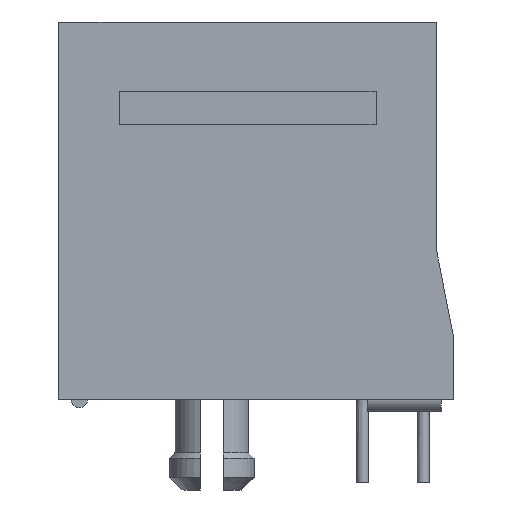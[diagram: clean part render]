
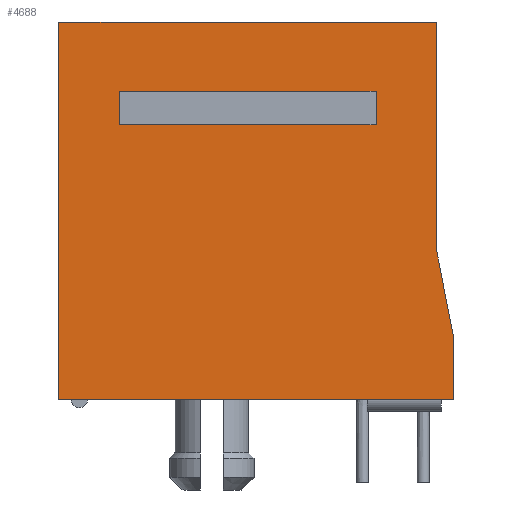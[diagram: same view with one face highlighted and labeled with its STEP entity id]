
A CAD part, left-side view. The second image highlights one B-rep face of the part: STEP entity #4688.
In plain terms, the highlighted planar face has unit normal (-1, 0, 0).
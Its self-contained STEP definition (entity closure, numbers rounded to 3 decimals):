
#48=FACE_BOUND($,#483,.T.);
#207=FACE_OUTER_BOUND($,#482,.T.);
#482=EDGE_LOOP($,(#3488,#3489,#3490,#3491,#3492,#3493));
#483=EDGE_LOOP($,(#3494,#3495,#3496,#3497));
#714=LINE($,#6534,#1319);
#748=LINE($,#6613,#1353);
#814=LINE($,#6767,#1419);
#817=LINE($,#6772,#1422);
#819=LINE($,#6776,#1424);
#821=LINE($,#6779,#1426);
#998=LINE($,#7147,#1603);
#999=LINE($,#7149,#1604);
#1000=LINE($,#7151,#1605);
#1001=LINE($,#7152,#1606);
#1319=VECTOR($,#5245,2.7);
#1353=VECTOR($,#5301,16.5);
#1419=VECTOR($,#5401,10.75);
#1422=VECTOR($,#5406,1.4);
#1424=VECTOR($,#5410,10.75);
#1426=VECTOR($,#5414,1.4);
#1603=VECTOR($,#5705,3.667);
#1604=VECTOR($,#5706,9.5);
#1605=VECTOR($,#5707,15.8);
#1606=VECTOR($,#5708,15.8);
#1940=VERTEX_POINT($,#6531);
#1941=VERTEX_POINT($,#6533);
#1975=VERTEX_POINT($,#6612);
#2045=VERTEX_POINT($,#6765);
#2046=VERTEX_POINT($,#6766);
#2047=VERTEX_POINT($,#6771);
#2048=VERTEX_POINT($,#6775);
#2182=VERTEX_POINT($,#7146);
#2183=VERTEX_POINT($,#7148);
#2184=VERTEX_POINT($,#7150);
#2379=EDGE_CURVE($,#1940,#1941,#714,.T.);
#2418=EDGE_CURVE($,#1941,#1975,#748,.T.);
#2497=EDGE_CURVE($,#2045,#2046,#814,.T.);
#2500=EDGE_CURVE($,#2047,#2045,#817,.T.);
#2502=EDGE_CURVE($,#2048,#2047,#819,.T.);
#2504=EDGE_CURVE($,#2046,#2048,#821,.T.);
#2686=EDGE_CURVE($,#2182,#1940,#998,.T.);
#2687=EDGE_CURVE($,#2183,#2182,#999,.T.);
#2688=EDGE_CURVE($,#2184,#2183,#1000,.T.);
#2689=EDGE_CURVE($,#1975,#2184,#1001,.T.);
#3488=ORIENTED_EDGE($,*,*,#2418,.F.);
#3489=ORIENTED_EDGE($,*,*,#2379,.F.);
#3490=ORIENTED_EDGE($,*,*,#2686,.F.);
#3491=ORIENTED_EDGE($,*,*,#2687,.F.);
#3492=ORIENTED_EDGE($,*,*,#2688,.F.);
#3493=ORIENTED_EDGE($,*,*,#2689,.F.);
#3494=ORIENTED_EDGE($,*,*,#2497,.T.);
#3495=ORIENTED_EDGE($,*,*,#2504,.T.);
#3496=ORIENTED_EDGE($,*,*,#2502,.T.);
#3497=ORIENTED_EDGE($,*,*,#2500,.T.);
#4455=PLANE($,#4989);
#4688=ADVANCED_FACE($,(#207,#48),#4455,.F.);
#4989=AXIS2_PLACEMENT_3D($,#7145,#5703,#5704);
#5245=DIRECTION($,(0.,0.,-1.));
#5301=DIRECTION($,(0.,1.,0.));
#5401=DIRECTION($,(0.,-1.,0.));
#5406=DIRECTION($,(0.,0.,1.));
#5410=DIRECTION($,(0.,1.,0.));
#5414=DIRECTION($,(0.,0.,-1.));
#5703=DIRECTION('center_axis',(1.,0.,0.));
#5704=DIRECTION('ref_axis',(0.,1.,0.));
#5705=DIRECTION($,(0.,-0.191,-0.982));
#5706=DIRECTION($,(0.,0.,-1.));
#5707=DIRECTION($,(0.,-1.,0.));
#5708=DIRECTION($,(0.,0.,1.));
#6531=CARTESIAN_POINT('',(-6.75,-2.52,3.2));
#6533=CARTESIAN_POINT('',(-6.75,-2.52,0.5));
#6534=CARTESIAN_POINT($,(-6.75,-2.52,3.2));
#6612=CARTESIAN_POINT('',(-6.75,13.98,0.5));
#6613=CARTESIAN_POINT($,(-6.75,-2.52,0.5));
#6765=CARTESIAN_POINT('',(-6.75,11.455,13.4));
#6766=CARTESIAN_POINT('',(-6.75,0.705,13.4));
#6767=CARTESIAN_POINT($,(-6.75,11.455,13.4));
#6771=CARTESIAN_POINT('',(-6.75,11.455,12.));
#6772=CARTESIAN_POINT($,(-6.75,11.455,12.));
#6775=CARTESIAN_POINT('',(-6.75,0.705,12.));
#6776=CARTESIAN_POINT($,(-6.75,0.705,12.));
#6779=CARTESIAN_POINT($,(-6.75,0.705,13.4));
#7145=CARTESIAN_POINT('Origin',(-6.75,6.08,8.4));
#7146=CARTESIAN_POINT('',(-6.75,-1.82,6.8));
#7147=CARTESIAN_POINT($,(-6.75,-1.82,6.8));
#7148=CARTESIAN_POINT('',(-6.75,-1.82,16.3));
#7149=CARTESIAN_POINT($,(-6.75,-1.82,16.3));
#7150=CARTESIAN_POINT('',(-6.75,13.98,16.3));
#7151=CARTESIAN_POINT($,(-6.75,13.98,16.3));
#7152=CARTESIAN_POINT($,(-6.75,13.98,0.5));
